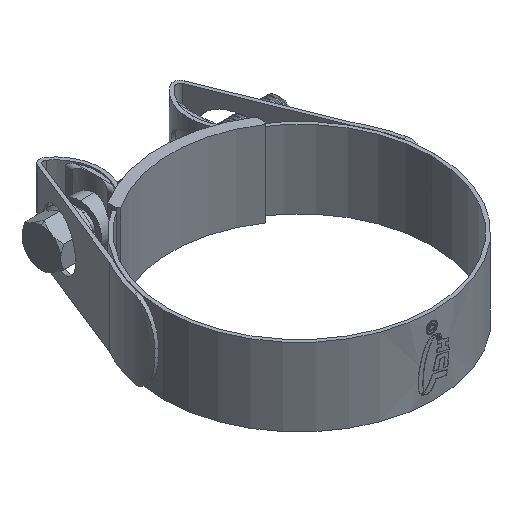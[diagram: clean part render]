
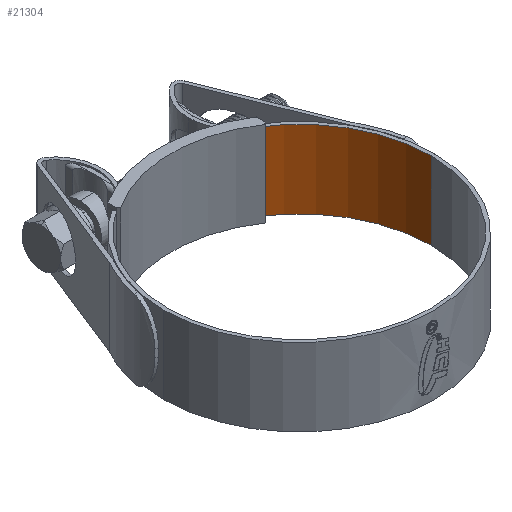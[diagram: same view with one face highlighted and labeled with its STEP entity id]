
A CAD part, isometric view. The second image highlights one B-rep face of the part: STEP entity #21304.
In plain terms, the highlighted cylindrical face has radius 34 mm (diameter 68 mm), a partial arc.
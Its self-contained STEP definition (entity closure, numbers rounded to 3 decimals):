
#435 = CARTESIAN_POINT ( 'NONE',  ( 0., 0., 10. ) ) ;
#696 = FACE_OUTER_BOUND ( 'NONE', #32860, .T. ) ;
#2699 = VECTOR ( 'NONE', #18726, 1000. ) ;
#2829 = ORIENTED_EDGE ( 'NONE', *, *, #21509, .T. ) ;
#3199 = CIRCLE ( 'NONE', #23197, 34. ) ;
#3205 = DIRECTION ( 'NONE',  ( 0., 0., -1. ) ) ;
#4010 = CYLINDRICAL_SURFACE ( 'NONE', #8600, 34. ) ;
#4236 = VERTEX_POINT ( 'NONE', #26975 ) ;
#6037 = VERTEX_POINT ( 'NONE', #23947 ) ;
#6869 = VERTEX_POINT ( 'NONE', #16163 ) ;
#8600 = AXIS2_PLACEMENT_3D ( 'NONE', #12454, #31624, #23695 ) ;
#10035 = EDGE_CURVE ( 'NONE', #29905, #6037, #14084, .T. ) ;
#12175 = CIRCLE ( 'NONE', #29823, 34. ) ;
#12454 = CARTESIAN_POINT ( 'NONE',  ( 0., 0., 10. ) ) ;
#13193 = LINE ( 'NONE', #18907, #2699 ) ;
#13694 = DIRECTION ( 'NONE',  ( -1., 0., 0. ) ) ;
#14084 = LINE ( 'NONE', #25327, #25527 ) ;
#16163 = CARTESIAN_POINT ( 'NONE',  ( 17.16, 29.352, 10. ) ) ;
#17515 = EDGE_CURVE ( 'NONE', #6869, #29905, #3199, .T. ) ;
#18726 = DIRECTION ( 'NONE',  ( 0., 0., -1. ) ) ;
#18810 = DIRECTION ( 'NONE',  ( -1., 0., 0. ) ) ;
#18907 = CARTESIAN_POINT ( 'NONE',  ( 17.16, 29.352, 10. ) ) ;
#21304 = ADVANCED_FACE ( 'NONE', ( #696 ), #4010, .F. ) ;
#21509 = EDGE_CURVE ( 'NONE', #6869, #4236, #13193, .T. ) ;
#22555 = DIRECTION ( 'NONE',  ( 0., 0., -1. ) ) ;
#23197 = AXIS2_PLACEMENT_3D ( 'NONE', #435, #3205, #13694 ) ;
#23695 = DIRECTION ( 'NONE',  ( -1., 0., 0. ) ) ;
#23947 = CARTESIAN_POINT ( 'NONE',  ( 34., 0., -10. ) ) ;
#25327 = CARTESIAN_POINT ( 'NONE',  ( 34., 0., 10. ) ) ;
#25527 = VECTOR ( 'NONE', #22555, 1000. ) ;
#26975 = CARTESIAN_POINT ( 'NONE',  ( 17.16, 29.352, -10. ) ) ;
#27356 = ORIENTED_EDGE ( 'NONE', *, *, #10035, .F. ) ;
#28056 = EDGE_CURVE ( 'NONE', #4236, #6037, #12175, .T. ) ;
#28954 = ORIENTED_EDGE ( 'NONE', *, *, #17515, .F. ) ;
#29823 = AXIS2_PLACEMENT_3D ( 'NONE', #32987, #35940, #18810 ) ;
#29905 = VERTEX_POINT ( 'NONE', #33085 ) ;
#31624 = DIRECTION ( 'NONE',  ( 0., 0., -1. ) ) ;
#32860 = EDGE_LOOP ( 'NONE', ( #27356, #28954, #2829, #35539 ) ) ;
#32987 = CARTESIAN_POINT ( 'NONE',  ( 0., 0., -10. ) ) ;
#33085 = CARTESIAN_POINT ( 'NONE',  ( 34., 0., 10. ) ) ;
#35539 = ORIENTED_EDGE ( 'NONE', *, *, #28056, .T. ) ;
#35940 = DIRECTION ( 'NONE',  ( 0., 0., -1. ) ) ;
